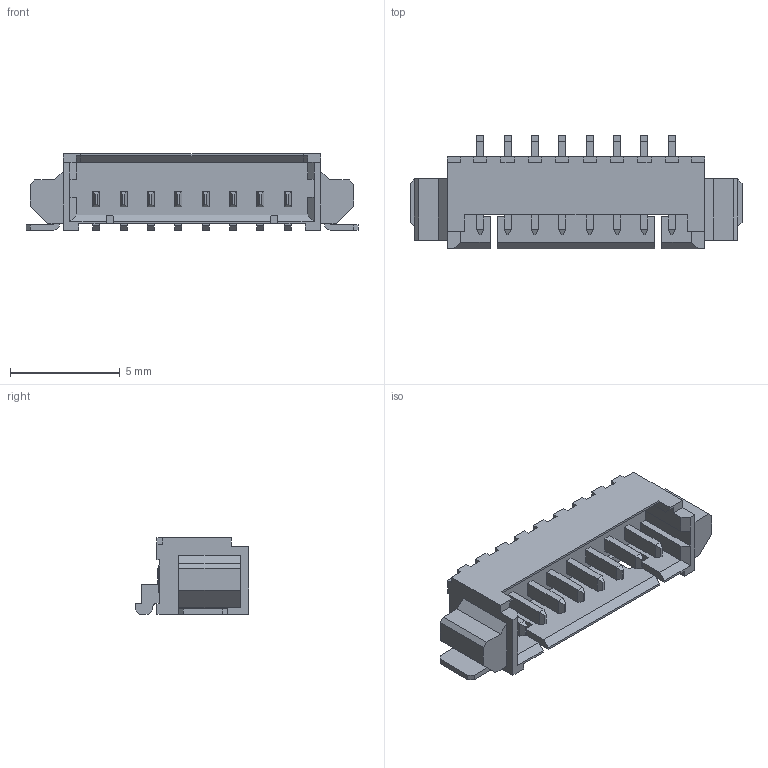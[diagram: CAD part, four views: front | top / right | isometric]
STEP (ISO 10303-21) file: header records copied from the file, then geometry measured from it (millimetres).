
FILE_DESCRIPTION (( 'STEP AP214' ), '1' );
FILE_NAME ('User Library-molex 53261.STEP', '2013-05-07T12:49:03', ( 'Windows User' ), ( '' ), 'SwSTEP 2.0', 'SolidWorks 2013', '' );
FILE_SCHEMA (( 'AUTOMOTIVE_DESIGN' ));
Length unit declared in the file: millimetre
Products named in the file (1): User Library-molex 53261
Bounding box: 15.15 x 5.2 x 3.5 mm (x, y, z)
Volume: 95.4 mm3; surface area: 347 mm2
Topology: 1 solids, 1 shells, 354 faces, 955 edges, 620 vertices
Faces by surface type: plane 340, cylinder 14
Entity records: 14755 total; most frequent: CARTESIAN_POINT 1930, ORIENTED_EDGE 1910, DIRECTION 1693, EDGE_CURVE 955, VECTOR 927, LINE 927, VERTEX_POINT 620, AXIS2_PLACEMENT_3D 383
